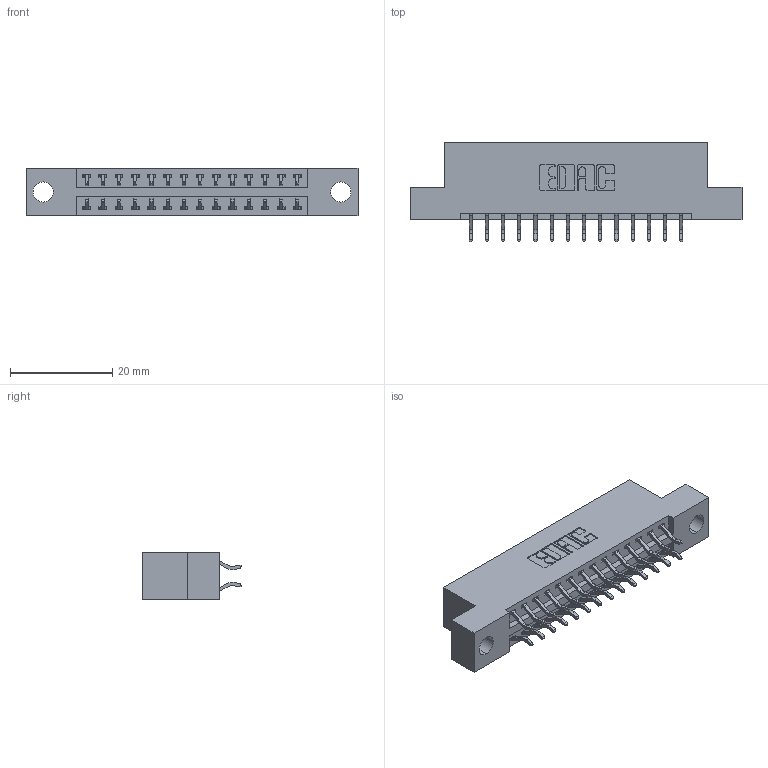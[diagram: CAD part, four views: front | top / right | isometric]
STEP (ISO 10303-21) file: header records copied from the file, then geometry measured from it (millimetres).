
FILE_DESCRIPTION (( 'STEP AP203' ), '1' );
FILE_NAME ('346-028-556-204.STEP', '2018-08-22T02:14:14', ( '' ), ( '' ), 'SwSTEP 2.0', 'SolidWorks 2016', '' );
FILE_SCHEMA (( 'CONFIG_CONTROL_DESIGN' ));
Length unit declared in the file: inch
Products named in the file (3): 346 Part_Flush Mounting Lugs - 0.156 Dia-TH; 345-292-001_556 Tail; 346-028-556-204
Assembly tree (29 placements, depth 2):
  346-028-556-204
    346 Part_Flush Mounting Lugs - 0.156 Dia-TH
    345-292-001_556 Tail  x28
Bounding box: 65.02 x 19.57 x 9.4 mm (x, y, z)
Volume: 6034.2 mm3; surface area: 7641.7 mm2
Topology: 29 solids, 29 shells, 1746 faces, 5173 edges, 3410 vertices
Faces by surface type: plane 1168, cylinder 578
Entity records: 13129 total; most frequent: CARTESIAN_POINT 2216, ORIENTED_EDGE 2138, DIRECTION 1993, EDGE_CURVE 1069, LINE 873, VECTOR 873, VERTEX_POINT 710, AXIS2_PLACEMENT_3D 560
